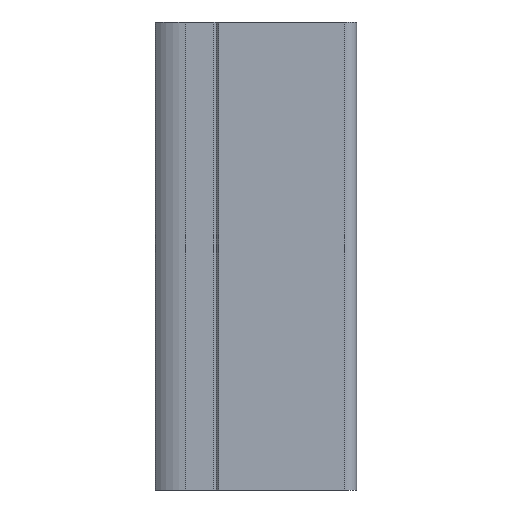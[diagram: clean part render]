
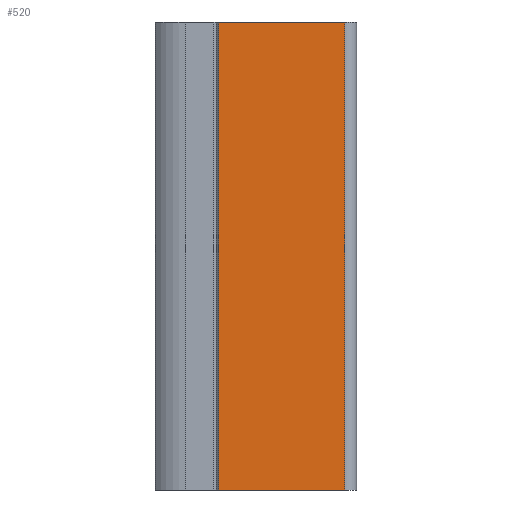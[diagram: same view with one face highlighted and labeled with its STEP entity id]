
A CAD part, left-side view. The second image highlights one B-rep face of the part: STEP entity #520.
In plain terms, the highlighted planar face has unit normal (-1, 0, 0).
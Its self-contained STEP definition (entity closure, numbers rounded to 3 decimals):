
#464=CARTESIAN_POINT('',(-15.,29.499,-100.0));
#465=VERTEX_POINT('',#464);
#472=CARTESIAN_POINT('',(-15.,29.499,0.0));
#473=VERTEX_POINT('',#472);
#474=CARTESIAN_POINT('',(-15.,29.499,-100.0));
#475=DIRECTION('',(0.0,0.0,1.0));
#476=VECTOR('',#475,100.0);
#477=LINE('',#474,#476);
#478=EDGE_CURVE('',#465,#473,#477,.T.);
#490=CARTESIAN_POINT('',(-15.,29.499,-100.0));
#491=DIRECTION('',(-1.0,0.0,0.0));
#492=DIRECTION('',(0.0,-1.0,0.0));
#493=AXIS2_PLACEMENT_3D('',#490,#491,#492);
#494=PLANE('',#493);
#495=CARTESIAN_POINT('',(-15.,2.5,-100.0));
#496=VERTEX_POINT('',#495);
#497=CARTESIAN_POINT('',(-15.,29.499,-100.0));
#498=DIRECTION('',(0.0,-1.0,0.0));
#499=VECTOR('',#498,26.999);
#500=LINE('',#497,#499);
#501=EDGE_CURVE('',#465,#496,#500,.T.);
#502=ORIENTED_EDGE('',*,*,#501,.T.);
#503=CARTESIAN_POINT('',(-15.,2.5,0.0));
#504=VERTEX_POINT('',#503);
#505=CARTESIAN_POINT('',(-15.,2.5,-100.0));
#506=DIRECTION('',(0.0,0.0,1.0));
#507=VECTOR('',#506,100.0);
#508=LINE('',#505,#507);
#509=EDGE_CURVE('',#496,#504,#508,.T.);
#510=ORIENTED_EDGE('',*,*,#509,.T.);
#511=CARTESIAN_POINT('',(-15.,29.499,0.0));
#512=DIRECTION('',(0.0,-1.0,0.0));
#513=VECTOR('',#512,26.999);
#514=LINE('',#511,#513);
#515=EDGE_CURVE('',#473,#504,#514,.T.);
#516=ORIENTED_EDGE('',*,*,#515,.F.);
#517=ORIENTED_EDGE('',*,*,#478,.F.);
#518=EDGE_LOOP('',(#502,#510,#516,#517));
#519=FACE_OUTER_BOUND('',#518,.T.);
#520=ADVANCED_FACE('',(#519),#494,.T.);
